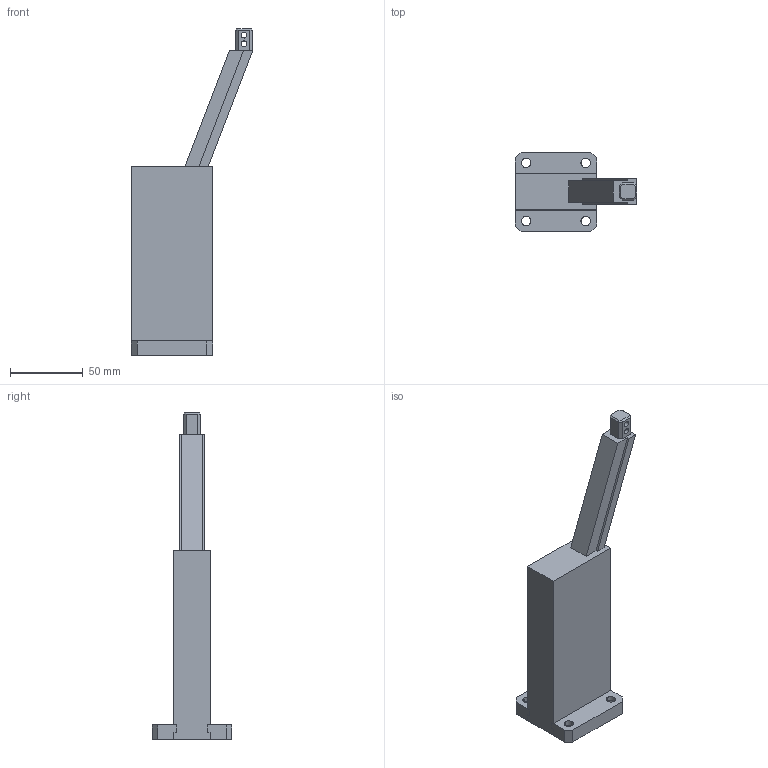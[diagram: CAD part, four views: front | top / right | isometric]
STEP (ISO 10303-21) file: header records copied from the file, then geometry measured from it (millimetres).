
FILE_DESCRIPTION(('CATIA V5 STEP Exchange'),'2;1');
FILE_NAME('SSS02_3D-02.stp','2025-09-15T02:52:52+00:00',('none'),('none'),'CATIA Version 5 Release 20 GA (IN-10)','CATIA V5 STEP AP214','none');
FILE_SCHEMA(('AUTOMOTIVE_DESIGN { 1 0 10303 214 1 1 1 1 }'));
Length unit declared in the file: millimetre
Products named in the file (1): SSS02_02
Bounding box: 83.71 x 55 x 225 mm (x, y, z)
Volume: 161018.9 mm3; surface area: 48731.7 mm2
Topology: 3 solids, 3 shells, 98 faces, 243 edges, 157 vertices
Faces by surface type: plane 70, cylinder 24, cone 4
Entity records: 3236 total; most frequent: CARTESIAN_POINT 902, ORIENTED_EDGE 482, DIRECTION 416, EDGE_CURVE 241, VECTOR 189, LINE 189, VERTEX_POINT 157, AXIS2_PLACEMENT_3D 130
